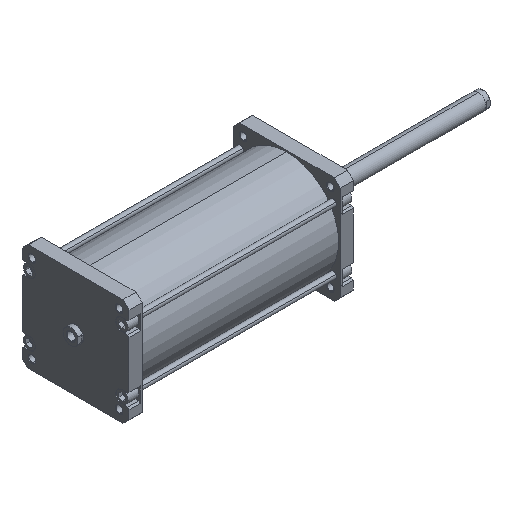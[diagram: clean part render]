
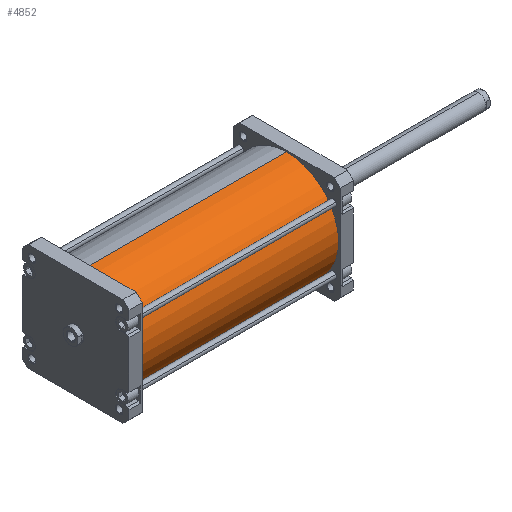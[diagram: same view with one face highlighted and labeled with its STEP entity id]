
A CAD part, isometric view. The second image highlights one B-rep face of the part: STEP entity #4852.
In plain terms, the highlighted cylindrical face has radius 131 mm (diameter 262 mm), a partial arc.
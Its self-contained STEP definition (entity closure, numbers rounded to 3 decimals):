
#406 = AXIS2_PLACEMENT_3D ( 'NONE', #5595, #5596, #5597 ) ;
#409 = AXIS2_PLACEMENT_3D ( 'NONE', #5598, #5600, #5601 ) ;
#673 = VERTEX_POINT ( 'NONE', #5070 ) ;
#674 = VERTEX_POINT ( 'NONE', #5071 ) ;
#675 = VERTEX_POINT ( 'NONE', #5072 ) ;
#676 = VERTEX_POINT ( 'NONE', #5073 ) ;
#2003 = ORIENTED_EDGE ( 'NONE', *, *, #4336, .F. ) ;
#2004 = ORIENTED_EDGE ( 'NONE', *, *, #4335, .T. ) ;
#2005 = ORIENTED_EDGE ( 'NONE', *, *, #4334, .T. ) ;
#2006 = ORIENTED_EDGE ( 'NONE', *, *, #4337, .F. ) ;
#2601 = VECTOR ( 'NONE', #5599, 1000. ) ;
#2609 = VECTOR ( 'NONE', #5603, 1000. ) ;
#2612 = LINE ( 'NONE', #5592, #2601 ) ;
#2613 = CIRCLE ( 'NONE', #406, 131. ) ;
#2615 = LINE ( 'NONE', #5589, #2609 ) ;
#2616 = CIRCLE ( 'NONE', #409, 131. ) ;
#3328 = FACE_OUTER_BOUND ( 'NONE', #4601, .T. ) ;
#3331 = CYLINDRICAL_SURFACE ( 'NONE', #4104, 131. ) ;
#3839 = DIRECTION ( 'NONE',  ( -1., 0., 0. ) ) ;
#3840 = DIRECTION ( 'NONE',  ( 0., 0., -1. ) ) ;
#3841 = CARTESIAN_POINT ( 'NONE',  ( 0., 0., 500. ) ) ;
#4104 = AXIS2_PLACEMENT_3D ( 'NONE', #3841, #3840, #3839 ) ;
#4334 = EDGE_CURVE ( 'NONE', #675, #676, #2613, .T. ) ;
#4335 = EDGE_CURVE ( 'NONE', #673, #675, #2612, .T. ) ;
#4336 = EDGE_CURVE ( 'NONE', #673, #674, #2616, .T. ) ;
#4337 = EDGE_CURVE ( 'NONE', #674, #676, #2615, .T. ) ;
#4601 = EDGE_LOOP ( 'NONE', ( #2003, #2004, #2005, #2006 ) ) ;
#4852 = ADVANCED_FACE ( 'NONE', ( #3328 ), #3331, .T. ) ;
#5070 = CARTESIAN_POINT ( 'NONE',  ( 131., 0., 500. ) ) ;
#5071 = CARTESIAN_POINT ( 'NONE',  ( -131., 0., 500. ) ) ;
#5072 = CARTESIAN_POINT ( 'NONE',  ( 131., 0., 0. ) ) ;
#5073 = CARTESIAN_POINT ( 'NONE',  ( -131., 0., 0. ) ) ;
#5589 = CARTESIAN_POINT ( 'NONE',  ( -131., 0., 500. ) ) ;
#5592 = CARTESIAN_POINT ( 'NONE',  ( 131., 0., 500. ) ) ;
#5595 = CARTESIAN_POINT ( 'NONE',  ( 0., 0., 0. ) ) ;
#5596 = DIRECTION ( 'NONE',  ( 0., 0., 1. ) ) ;
#5597 = DIRECTION ( 'NONE',  ( 1., 0., 0. ) ) ;
#5598 = CARTESIAN_POINT ( 'NONE',  ( 0., 0., 500. ) ) ;
#5599 = DIRECTION ( 'NONE',  ( 0., 0., -1. ) ) ;
#5600 = DIRECTION ( 'NONE',  ( 0., 0., 1. ) ) ;
#5601 = DIRECTION ( 'NONE',  ( 1., 0., 0. ) ) ;
#5603 = DIRECTION ( 'NONE',  ( 0., 0., -1. ) ) ;
